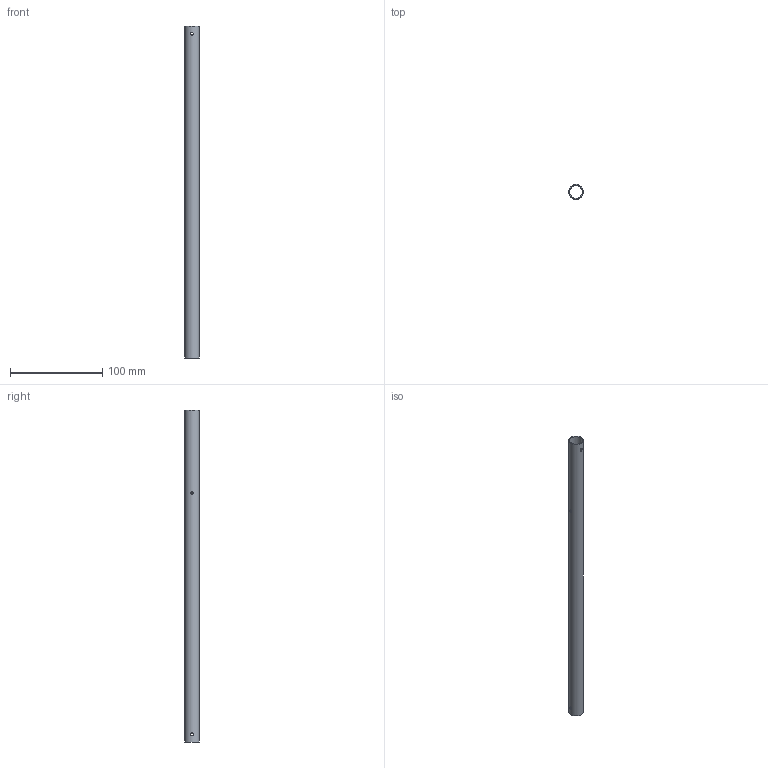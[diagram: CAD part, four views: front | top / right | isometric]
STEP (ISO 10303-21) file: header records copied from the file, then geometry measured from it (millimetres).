
FILE_DESCRIPTION(/* description */ (''),/* implementation_level */ '2;1');
FILE_NAME(/* name */ 'carban4_4.stp',/* time_stamp */ '2022-09-17T15:55:29+08:00',/* author */ (''),/* organization */ (''),/* preprocessor_version */ 'ST-DEVELOPER v14',/* originating_system */ 'SIEMENS PLM Software NX 8.0',/* authorisation */ '');
FILE_SCHEMA (('AUTOMOTIVE_DESIGN { 1 0 10303 214 3 1 1 1 }'));
Length unit declared in the file: millimetre
Products named in the file (1): ASUS09FCD14Ec2l4
Bounding box: 16 x 16 x 360 mm (x, y, z)
Volume: 16922.1 mm3; surface area: 33995.3 mm2
Topology: 1 solids, 1 shells, 10 faces, 32 edges, 20 vertices
Faces by surface type: cylinder 8, plane 2
Full cylindrical faces by diameter (mm): 3 x6, 14 x1, 16 x1
Entity records: 972 total; most frequent: CARTESIAN_POINT 727, FACE_BOUND 32, EDGE_LOOP 32, ORIENTED_EDGE 32, DIRECTION 30, VERTEX_POINT 16, EDGE_CURVE 16, AXIS2_PLACEMENT_3D 15
